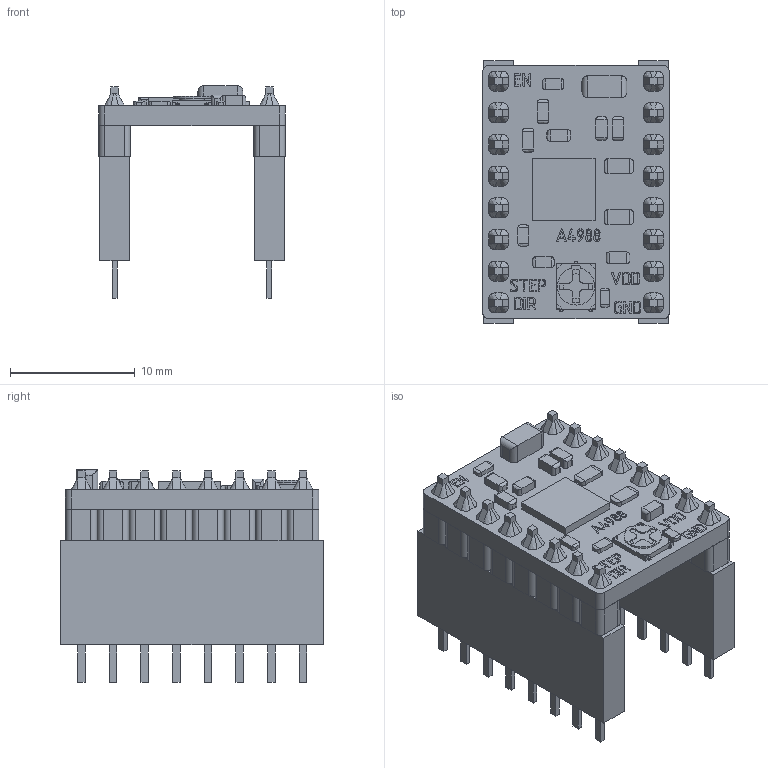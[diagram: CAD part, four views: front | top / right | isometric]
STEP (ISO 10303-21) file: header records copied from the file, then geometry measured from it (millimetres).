
FILE_DESCRIPTION(/* description */ (''),/* implementation_level */ '2;1');
FILE_NAME(/* name */ 'A4988-Stepper-Driver-Socketed',/* time_stamp */ '2023-08-15T10:45:25-04:00',/* author */ (''),/* organization */ (''),/* preprocessor_version */ 'ST-DEVELOPER v16.5',/* originating_system */ 'Rhino 7.33',/* authorisation */ '');
FILE_SCHEMA (('AUTOMOTIVE_DESIGN'));
Length unit declared in the file: millimetre
Products named in the file (1): Document
Bounding box: 14.96 x 21.06 x 17.05 mm (x, y, z)
Volume: 1590.6 mm3; surface area: 3150.3 mm2
Topology: 36 solids, 36 shells, 955 faces, 2630 edges, 1834 vertices
Faces by surface type: plane 693, cylinder 150, bspline 112
Full cylindrical faces by diameter (mm): 2 x1
Entity records: 35169 total; most frequent: CARTESIAN_POINT 12605, ORIENTED_EDGE 5260, EDGE_CURVE 2630, VERTEX_POINT 1834, B_SPLINE_CURVE_WITH_KNOTS 1808, EDGE_LOOP 1042, ADVANCED_FACE 955, FACE_OUTER_BOUND 955
